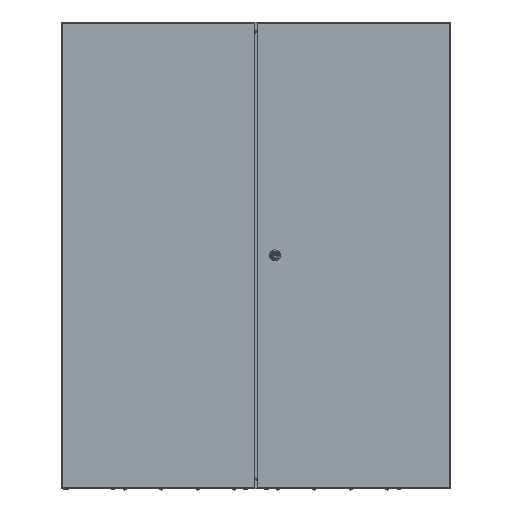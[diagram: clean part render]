
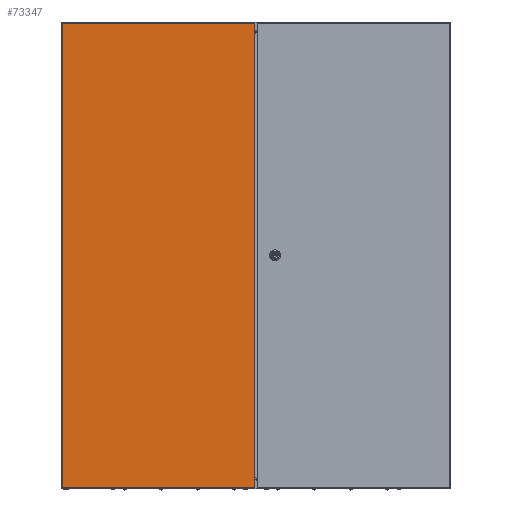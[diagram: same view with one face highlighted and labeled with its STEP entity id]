
A CAD part, top view. The second image highlights one B-rep face of the part: STEP entity #73347.
In plain terms, the highlighted planar face has unit normal (0, 0, 1).
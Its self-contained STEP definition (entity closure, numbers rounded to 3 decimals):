
#1034 = VERTEX_POINT ( 'NONE', #40706 ) ;
#1502 = AXIS2_PLACEMENT_3D ( 'NONE', #61050, #70517, #13755 ) ;
#4374 = EDGE_CURVE ( 'NONE', #1034, #80686, #43928, .T. ) ;
#8554 = CARTESIAN_POINT ( 'NONE',  ( 497.13, 3., 17.5 ) ) ;
#9774 = CARTESIAN_POINT ( 'NONE',  ( 2.63, 1197., 17.5 ) ) ;
#10315 = EDGE_LOOP ( 'NONE', ( #78763, #100107, #87823, #26359 ) ) ;
#13755 = DIRECTION ( 'NONE',  ( 1., 0., 0. ) ) ;
#19362 = VERTEX_POINT ( 'NONE', #96272 ) ;
#25626 = LINE ( 'NONE', #66018, #89153 ) ;
#26146 = DIRECTION ( 'NONE',  ( 0., 1., 0. ) ) ;
#26359 = ORIENTED_EDGE ( 'NONE', *, *, #41158, .T. ) ;
#27847 = VECTOR ( 'NONE', #89811, 1000. ) ;
#32116 = EDGE_CURVE ( 'NONE', #80686, #19362, #25626, .T. ) ;
#33886 = EDGE_CURVE ( 'NONE', #82719, #1034, #92635, .T. ) ;
#40706 = CARTESIAN_POINT ( 'NONE',  ( 2.63, 3., 17.5 ) ) ;
#41158 = EDGE_CURVE ( 'NONE', #19362, #82719, #42502, .T. ) ;
#42502 = LINE ( 'NONE', #74504, #27847 ) ;
#43928 = LINE ( 'NONE', #50751, #57542 ) ;
#50751 = CARTESIAN_POINT ( 'NONE',  ( 2.63, 3., 17.5 ) ) ;
#55784 = VECTOR ( 'NONE', #91089, 1000. ) ;
#57542 = VECTOR ( 'NONE', #92276, 1000. ) ;
#61050 = CARTESIAN_POINT ( 'NONE',  ( 0., 0., 17.5 ) ) ;
#66018 = CARTESIAN_POINT ( 'NONE',  ( 497.13, 1197., 17.5 ) ) ;
#70517 = DIRECTION ( 'NONE',  ( 0., 0., 1. ) ) ;
#73347 = ADVANCED_FACE ( 'NONE', ( #102157 ), #85301, .T. ) ;
#74504 = CARTESIAN_POINT ( 'NONE',  ( 2.63, 1197., 17.5 ) ) ;
#78763 = ORIENTED_EDGE ( 'NONE', *, *, #33886, .T. ) ;
#80686 = VERTEX_POINT ( 'NONE', #8554 ) ;
#82719 = VERTEX_POINT ( 'NONE', #9774 ) ;
#84204 = CARTESIAN_POINT ( 'NONE',  ( 2.63, 1197., 17.5 ) ) ;
#85301 = PLANE ( 'NONE',  #1502 ) ;
#87823 = ORIENTED_EDGE ( 'NONE', *, *, #32116, .T. ) ;
#89153 = VECTOR ( 'NONE', #26146, 1000. ) ;
#89811 = DIRECTION ( 'NONE',  ( -1., 0., 0. ) ) ;
#91089 = DIRECTION ( 'NONE',  ( 0., -1., 0. ) ) ;
#92276 = DIRECTION ( 'NONE',  ( 1., 0., 0. ) ) ;
#92635 = LINE ( 'NONE', #84204, #55784 ) ;
#96272 = CARTESIAN_POINT ( 'NONE',  ( 497.13, 1197., 17.5 ) ) ;
#100107 = ORIENTED_EDGE ( 'NONE', *, *, #4374, .T. ) ;
#102157 = FACE_OUTER_BOUND ( 'NONE', #10315, .T. ) ;
